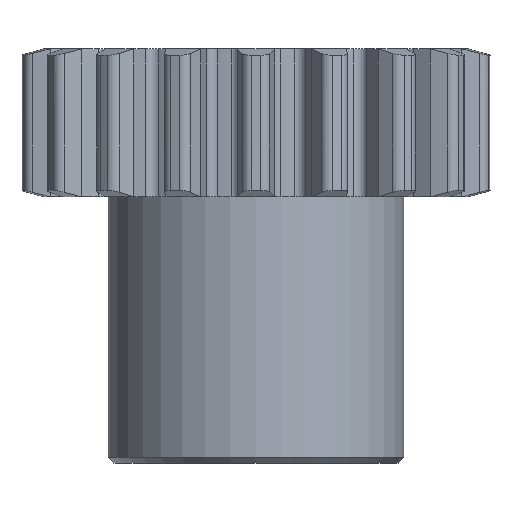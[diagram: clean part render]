
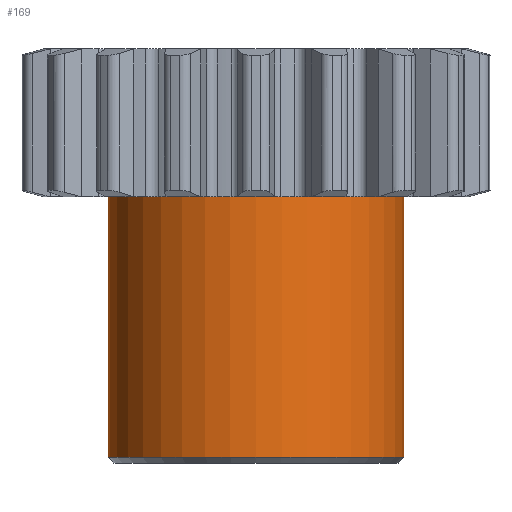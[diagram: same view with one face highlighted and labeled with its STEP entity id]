
A CAD part, front view. The second image highlights one B-rep face of the part: STEP entity #169.
In plain terms, the highlighted cylindrical face has radius 5 mm (diameter 10 mm), a full revolution.
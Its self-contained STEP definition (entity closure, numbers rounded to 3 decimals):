
#169 = ADVANCED_FACE( '', ( #415, #416, #417 ), #418, .T. );
#415 = FACE_OUTER_BOUND( '', #921, .T. );
#416 = FACE_BOUND( '', #922, .T. );
#417 = FACE_OUTER_BOUND( '', #923, .T. );
#418 = CYLINDRICAL_SURFACE( '', #924, 5. );
#921 = EDGE_LOOP( '', ( #1426 ) );
#922 = EDGE_LOOP( '', ( #1427 ) );
#923 = EDGE_LOOP( '', ( #1428 ) );
#924 = AXIS2_PLACEMENT_3D( '', #1429, #1430, #1431 );
#1426 = ORIENTED_EDGE( '', *, *, #3399, .F. );
#1427 = ORIENTED_EDGE( '', *, *, #3400, .F. );
#1428 = ORIENTED_EDGE( '', *, *, #3401, .T. );
#1429 = CARTESIAN_POINT( '', ( 0., 0., -14. ) );
#1430 = DIRECTION( '', ( 0., 0., 1. ) );
#1431 = DIRECTION( '', ( -1., 0., 0. ) );
#3399 = EDGE_CURVE( '', #4020, #4020, #4021, .T. );
#3400 = EDGE_CURVE( '', #4022, #4022, #4023, .T. );
#3401 = EDGE_CURVE( '', #4024, #4024, #4025, .F. );
#4020 = VERTEX_POINT( '', #5032 );
#4021 = CIRCLE( '', #5033, 5. );
#4022 = VERTEX_POINT( '', #5034 );
#4023 = B_SPLINE_CURVE_WITH_KNOTS( '', 3, ( #5035, #5036, #5037, #5038, #5039, #5040, #5041, #5042, #5043, #5044, #5045, #5046, #5047, #5048, #5049, #5050, #5051, #5052, #5053, #5054, #5055, #5056, #5057, #5058, #5059, #5060, #5061, #5062, #5063, #5064, #5065, #5066, #5067, #5068, #5069, #5070, #5071, #5072, #5073, #5074, #5075, #5076, #5077, #5078 ), .UNSPECIFIED., .T., .F., ( 2, 2, 2, 2, 2, 2, 2, 2, 2, 2, 2, 2, 2, 2, 2, 2, 2, 2, 2, 2, 2, 2, 2, 2 ), ( -0.001, 0., 0.001, 0.001, 0.002, 0.002, 0.002, 0.002, 0.003, 0.003, 0.003, 0.004, 0.004, 0.004, 0.005, 0.006, 0.006, 0.007, 0.007, 0.007, 0.008, 0.008, 0.009, 0.009 ), .UNSPECIFIED. );
#4024 = VERTEX_POINT( '', #5079 );
#4025 = CIRCLE( '', #5080, 5. );
#5032 = CARTESIAN_POINT( '', ( -5., 0., -13.8 ) );
#5033 = AXIS2_PLACEMENT_3D( '', #6980, #6981, #6982 );
#5034 = CARTESIAN_POINT( '', ( -0.978, 4.904, -12.007 ) );
#5035 = CARTESIAN_POINT( '', ( -0.862, 4.927, -12.152 ) );
#5036 = CARTESIAN_POINT( '', ( -1.094, 4.88, -11.862 ) );
#5037 = CARTESIAN_POINT( '', ( -1.18, 4.859, -11.699 ) );
#5038 = CARTESIAN_POINT( '', ( -1.297, 4.829, -11.347 ) );
#5039 = CARTESIAN_POINT( '', ( -1.324, 4.821, -11.163 ) );
#5040 = CARTESIAN_POINT( '', ( -1.319, 4.823, -10.791 ) );
#5041 = CARTESIAN_POINT( '', ( -1.286, 4.832, -10.608 ) );
#5042 = CARTESIAN_POINT( '', ( -1.192, 4.856, -10.347 ) );
#5043 = CARTESIAN_POINT( '', ( -1.153, 4.865, -10.264 ) );
#5044 = CARTESIAN_POINT( '', ( -1.062, 4.886, -10.105 ) );
#5045 = CARTESIAN_POINT( '', ( -1.009, 4.898, -10.028 ) );
#5046 = CARTESIAN_POINT( '', ( -0.889, 4.921, -9.889 ) );
#5047 = CARTESIAN_POINT( '', ( -0.824, 4.932, -9.825 ) );
#5048 = CARTESIAN_POINT( '', ( -0.68, 4.954, -9.712 ) );
#5049 = CARTESIAN_POINT( '', ( -0.601, 4.964, -9.661 ) );
#5050 = CARTESIAN_POINT( '', ( -0.435, 4.982, -9.581 ) );
#5051 = CARTESIAN_POINT( '', ( -0.349, 4.989, -9.55 ) );
#5052 = CARTESIAN_POINT( '', ( -0.169, 4.998, -9.509 ) );
#5053 = CARTESIAN_POINT( '', ( -0.075, 5., -9.499 ) );
#5054 = CARTESIAN_POINT( '', ( 0.11, 5., -9.502 ) );
#5055 = CARTESIAN_POINT( '', ( 0.203, 4.997, -9.514 ) );
#5056 = CARTESIAN_POINT( '', ( 0.383, 4.986, -9.561 ) );
#5057 = CARTESIAN_POINT( '', ( 0.469, 4.979, -9.595 ) );
#5058 = CARTESIAN_POINT( '', ( 0.716, 4.951, -9.724 ) );
#5059 = CARTESIAN_POINT( '', ( 0.859, 4.927, -9.846 ) );
#5060 = CARTESIAN_POINT( '', ( 1.091, 4.881, -10.133 ) );
#5061 = CARTESIAN_POINT( '', ( 1.179, 4.859, -10.299 ) );
#5062 = CARTESIAN_POINT( '', ( 1.296, 4.83, -10.649 ) );
#5063 = CARTESIAN_POINT( '', ( 1.324, 4.821, -10.836 ) );
#5064 = CARTESIAN_POINT( '', ( 1.32, 4.823, -11.205 ) );
#5065 = CARTESIAN_POINT( '', ( 1.286, 4.832, -11.392 ) );
#5066 = CARTESIAN_POINT( '', ( 1.161, 4.864, -11.738 ) );
#5067 = CARTESIAN_POINT( '', ( 1.068, 4.886, -11.902 ) );
#5068 = CARTESIAN_POINT( '', ( 0.831, 4.932, -12.18 ) );
#5069 = CARTESIAN_POINT( '', ( 0.683, 4.956, -12.298 ) );
#5070 = CARTESIAN_POINT( '', ( 0.436, 4.982, -12.419 ) );
#5071 = CARTESIAN_POINT( '', ( 0.347, 4.989, -12.451 ) );
#5072 = CARTESIAN_POINT( '', ( 0.166, 4.998, -12.492 ) );
#5073 = CARTESIAN_POINT( '', ( 0.075, 5., -12.501 ) );
#5074 = CARTESIAN_POINT( '', ( -0.205, 4.999, -12.497 ) );
#5075 = CARTESIAN_POINT( '', ( -0.39, 4.987, -12.447 ) );
#5076 = CARTESIAN_POINT( '', ( -0.718, 4.951, -12.275 ) );
#5077 = CARTESIAN_POINT( '', ( -0.862, 4.927, -12.152 ) );
#5078 = CARTESIAN_POINT( '', ( -1.094, 4.88, -11.862 ) );
#5079 = CARTESIAN_POINT( '', ( 5., 0., -5. ) );
#5080 = AXIS2_PLACEMENT_3D( '', #6983, #6984, #6985 );
#6980 = CARTESIAN_POINT( '', ( 0., 0., -13.8 ) );
#6981 = DIRECTION( '', ( 0., 0., -1. ) );
#6982 = DIRECTION( '', ( -1., 0., 0. ) );
#6983 = CARTESIAN_POINT( '', ( 0., 0., -5. ) );
#6984 = DIRECTION( '', ( 0., 0., 1. ) );
#6985 = DIRECTION( '', ( 1., 0., 0. ) );
